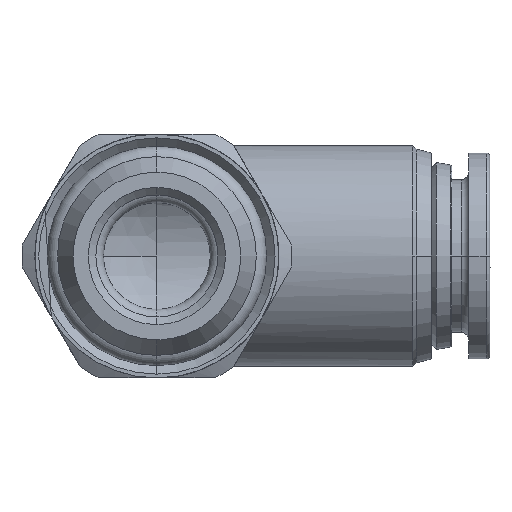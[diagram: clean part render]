
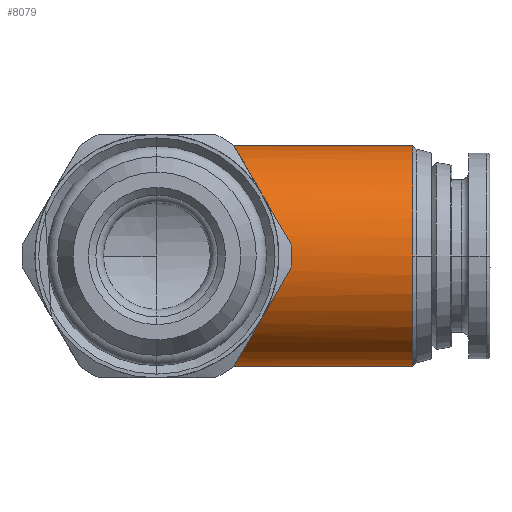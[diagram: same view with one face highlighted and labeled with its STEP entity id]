
A CAD part, front view. The second image highlights one B-rep face of the part: STEP entity #8079.
In plain terms, the highlighted cylindrical face has radius 7.25 mm (diameter 14.5 mm), a partial arc.
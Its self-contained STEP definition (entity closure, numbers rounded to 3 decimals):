
#58 = DIRECTION ( 'NONE',  ( 0., -1., 0. ) ) ;
#117 =( BOUNDED_CURVE ( )  B_SPLINE_CURVE ( 3, ( #6713, #278, #7532, #2688 ),
 .UNSPECIFIED., .F., .T. ) 
 B_SPLINE_CURVE_WITH_KNOTS ( ( 4, 4 ),
 ( 1.301, 1.571 ),
 .UNSPECIFIED. ) 
 CURVE ( )  GEOMETRIC_REPRESENTATION_ITEM ( )  RATIONAL_B_SPLINE_CURVE ( ( 1., 0.994, 0.994, 1. ) ) 
 REPRESENTATION_ITEM ( '' )  );
#119 = ORIENTED_EDGE ( 'NONE', *, *, #3896, .T. ) ;
#278 = CARTESIAN_POINT ( 'NONE',  ( 2.164, 14.396, -7.162 ) ) ;
#430 = CARTESIAN_POINT ( 'NONE',  ( 16.768, 15.7, 7.25 ) ) ;
#460 = CARTESIAN_POINT ( 'NONE',  ( 7.25, 8.45, 0. ) ) ;
#500 = VERTEX_POINT ( 'NONE', #3096 ) ;
#691 = DIRECTION ( 'NONE',  ( 0., 0., 1. ) ) ;
#871 = ORIENTED_EDGE ( 'NONE', *, *, #9589, .T. ) ;
#1049 = ORIENTED_EDGE ( 'NONE', *, *, #4124, .T. ) ;
#1150 = ORIENTED_EDGE ( 'NONE', *, *, #4628, .T. ) ;
#1421 = CARTESIAN_POINT ( 'NONE',  ( 5.199, 10.501, -6.083 ) ) ;
#1614 = EDGE_CURVE ( 'NONE', #4063, #3038, #7225, .T. ) ;
#1643 = VERTEX_POINT ( 'NONE', #2285 ) ;
#1731 = CARTESIAN_POINT ( 'NONE',  ( 0., 15.7, -7.25 ) ) ;
#1966 = CARTESIAN_POINT ( 'NONE',  ( 16.768, 15.7, 0. ) ) ;
#2161 = ORIENTED_EDGE ( 'NONE', *, *, #1614, .T. ) ;
#2285 = CARTESIAN_POINT ( 'NONE',  ( 1.935, 13.765, -6.987 ) ) ;
#2424 = DIRECTION ( 'NONE',  ( -1., 0., 0. ) ) ;
#2688 = CARTESIAN_POINT ( 'NONE',  ( 2.639, 15.7, -7.25 ) ) ;
#2728 = CYLINDRICAL_SURFACE ( 'NONE', #5306, 7.25 ) ;
#2750 = DIRECTION ( 'NONE',  ( 0., -1., 0. ) ) ;
#2776 = EDGE_LOOP ( 'NONE', ( #4306, #871, #119, #5744, #2161, #1150, #1049, #9612 ) ) ;
#2982 = VECTOR ( 'NONE', #7370, 1000. ) ;
#3038 = VERTEX_POINT ( 'NONE', #6699 ) ;
#3085 = CARTESIAN_POINT ( 'NONE',  ( 1.935, 13.765, 6.987 ) ) ;
#3096 = CARTESIAN_POINT ( 'NONE',  ( 16.768, 15.7, -7.25 ) ) ;
#3278 =( BOUNDED_CURVE ( )  B_SPLINE_CURVE ( 3, ( #4500, #3705, #5324, #460 ),
 .UNSPECIFIED., .F., .T. ) 
 B_SPLINE_CURVE_WITH_KNOTS ( ( 4, 4 ),
 ( 1.841, 3.142 ),
 .UNSPECIFIED. ) 
 CURVE ( )  GEOMETRIC_REPRESENTATION_ITEM ( )  RATIONAL_B_SPLINE_CURVE ( ( 1., 0.864, 0.864, 1. ) ) 
 REPRESENTATION_ITEM ( '' )  );
#3284 = CARTESIAN_POINT ( 'NONE',  ( 7.25, 8.45, 0. ) ) ;
#3464 = EDGE_CURVE ( 'NONE', #1643, #8426, #117, .T. ) ;
#3705 = CARTESIAN_POINT ( 'NONE',  ( 5.199, 10.501, 6.083 ) ) ;
#3896 = EDGE_CURVE ( 'NONE', #5454, #6018, #5211, .T. ) ;
#4014 = FACE_OUTER_BOUND ( 'NONE', #2776, .T. ) ;
#4063 = VERTEX_POINT ( 'NONE', #6978 ) ;
#4124 = EDGE_CURVE ( 'NONE', #10000, #1643, #4526, .T. ) ;
#4306 = ORIENTED_EDGE ( 'NONE', *, *, #10018, .F. ) ;
#4500 = CARTESIAN_POINT ( 'NONE',  ( 1.935, 13.765, 6.987 ) ) ;
#4526 =( BOUNDED_CURVE ( )  B_SPLINE_CURVE ( 3, ( #10294, #7008, #1421, #7049 ),
 .UNSPECIFIED., .F., .F. ) 
 B_SPLINE_CURVE_WITH_KNOTS ( ( 4, 4 ),
 ( 3.142, 4.442 ),
 .UNSPECIFIED. ) 
 CURVE ( )  GEOMETRIC_REPRESENTATION_ITEM ( )  RATIONAL_B_SPLINE_CURVE ( ( 1., 0.864, 0.864, 1. ) ) 
 REPRESENTATION_ITEM ( '' )  );
#4628 = EDGE_CURVE ( 'NONE', #3038, #10000, #3278, .T. ) ;
#4898 = DIRECTION ( 'NONE',  ( -1., 0., 0. ) ) ;
#4919 = AXIS2_PLACEMENT_3D ( 'NONE', #1966, #7595, #2750 ) ;
#4981 = AXIS2_PLACEMENT_3D ( 'NONE', #9718, #4898, #58 ) ;
#5211 = CIRCLE ( 'NONE', #4919, 7.25 ) ;
#5306 = AXIS2_PLACEMENT_3D ( 'NONE', #6313, #9521, #691 ) ;
#5324 = CARTESIAN_POINT ( 'NONE',  ( 7.25, 8.45, 3.387 ) ) ;
#5454 = VERTEX_POINT ( 'NONE', #6737 ) ;
#5744 = ORIENTED_EDGE ( 'NONE', *, *, #9966, .T. ) ;
#6018 = VERTEX_POINT ( 'NONE', #430 ) ;
#6074 = CARTESIAN_POINT ( 'NONE',  ( 2.639, 15.7, -7.25 ) ) ;
#6152 = LINE ( 'NONE', #7297, #10463 ) ;
#6313 = CARTESIAN_POINT ( 'NONE',  ( 0., 15.7, 0. ) ) ;
#6699 = CARTESIAN_POINT ( 'NONE',  ( 1.935, 13.765, 6.987 ) ) ;
#6713 = CARTESIAN_POINT ( 'NONE',  ( 1.935, 13.765, -6.987 ) ) ;
#6737 = CARTESIAN_POINT ( 'NONE',  ( 16.768, 8.45, 0. ) ) ;
#6978 = CARTESIAN_POINT ( 'NONE',  ( 2.639, 15.7, 7.25 ) ) ;
#7008 = CARTESIAN_POINT ( 'NONE',  ( 7.25, 8.45, -3.387 ) ) ;
#7049 = CARTESIAN_POINT ( 'NONE',  ( 1.935, 13.765, -6.987 ) ) ;
#7158 = CIRCLE ( 'NONE', #4981, 7.25 ) ;
#7225 =( BOUNDED_CURVE ( )  B_SPLINE_CURVE ( 3, ( #9270, #8778, #7982, #3085 ),
 .UNSPECIFIED., .F., .F. ) 
 B_SPLINE_CURVE_WITH_KNOTS ( ( 4, 4 ),
 ( 4.712, 4.983 ),
 .UNSPECIFIED. ) 
 CURVE ( )  GEOMETRIC_REPRESENTATION_ITEM ( )  RATIONAL_B_SPLINE_CURVE ( ( 1., 0.994, 0.994, 1. ) ) 
 REPRESENTATION_ITEM ( '' )  );
#7269 = LINE ( 'NONE', #1731, #2982 ) ;
#7297 = CARTESIAN_POINT ( 'NONE',  ( 0., 15.7, 7.25 ) ) ;
#7370 = DIRECTION ( 'NONE',  ( -1., 0., 0. ) ) ;
#7532 = CARTESIAN_POINT ( 'NONE',  ( 2.4, 15.045, -7.25 ) ) ;
#7595 = DIRECTION ( 'NONE',  ( -1., 0., 0. ) ) ;
#7982 = CARTESIAN_POINT ( 'NONE',  ( 2.164, 14.396, 7.162 ) ) ;
#8079 = ADVANCED_FACE ( 'NONE', ( #4014 ), #2728, .T. ) ;
#8426 = VERTEX_POINT ( 'NONE', #6074 ) ;
#8778 = CARTESIAN_POINT ( 'NONE',  ( 2.4, 15.045, 7.25 ) ) ;
#9270 = CARTESIAN_POINT ( 'NONE',  ( 2.639, 15.7, 7.25 ) ) ;
#9521 = DIRECTION ( 'NONE',  ( -1., 0., 0. ) ) ;
#9589 = EDGE_CURVE ( 'NONE', #500, #5454, #7158, .T. ) ;
#9612 = ORIENTED_EDGE ( 'NONE', *, *, #3464, .T. ) ;
#9718 = CARTESIAN_POINT ( 'NONE',  ( 16.768, 15.7, 0. ) ) ;
#9966 = EDGE_CURVE ( 'NONE', #6018, #4063, #6152, .T. ) ;
#10000 = VERTEX_POINT ( 'NONE', #3284 ) ;
#10018 = EDGE_CURVE ( 'NONE', #500, #8426, #7269, .T. ) ;
#10294 = CARTESIAN_POINT ( 'NONE',  ( 7.25, 8.45, 0. ) ) ;
#10463 = VECTOR ( 'NONE', #2424, 1000. ) ;
